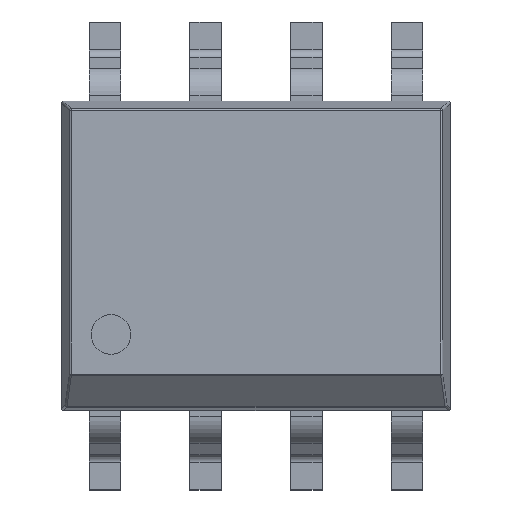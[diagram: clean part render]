
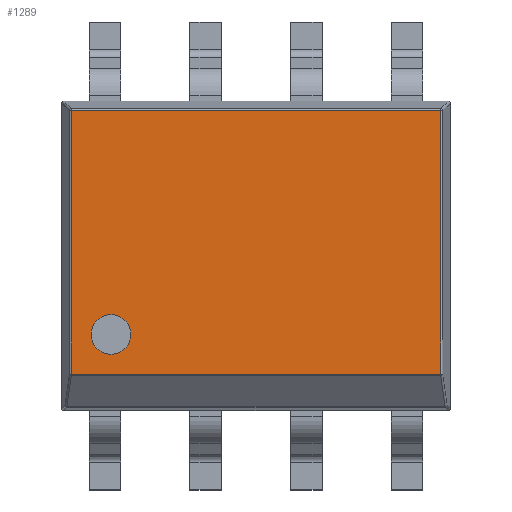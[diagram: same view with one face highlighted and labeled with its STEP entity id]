
A CAD part, top view. The second image highlights one B-rep face of the part: STEP entity #1289.
In plain terms, the highlighted planar face has unit normal (0, 0, 1).
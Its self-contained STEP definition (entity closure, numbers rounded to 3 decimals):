
#84=LINE('',#1965,#194);
#122=LINE('',#2120,#232);
#126=LINE('',#2126,#236);
#128=LINE('',#2129,#238);
#194=VECTOR('',#1538,10.);
#232=VECTOR('',#1710,10.);
#236=VECTOR('',#1718,10.);
#238=VECTOR('',#1722,10.);
#321=PLANE('',#1428);
#350=FACE_BOUND('',#473,.T.);
#393=FACE_OUTER_BOUND('',#472,.T.);
#472=EDGE_LOOP('',(#1028,#1029,#1030,#1031));
#473=EDGE_LOOP('',(#1032));
#510=CIRCLE('',#1332,0.25);
#558=VERTEX_POINT('',#1932);
#561=VERTEX_POINT('',#1939);
#563=VERTEX_POINT('',#1944);
#567=VERTEX_POINT('',#1953);
#568=VERTEX_POINT('',#1957);
#670=EDGE_CURVE('',#558,#558,#510,.T.);
#684=EDGE_CURVE('',#568,#567,#84,.T.);
#764=EDGE_CURVE('',#563,#568,#122,.T.);
#768=EDGE_CURVE('',#567,#561,#126,.T.);
#770=EDGE_CURVE('',#561,#563,#128,.T.);
#1028=ORIENTED_EDGE('',*,*,#684,.F.);
#1029=ORIENTED_EDGE('',*,*,#764,.F.);
#1030=ORIENTED_EDGE('',*,*,#770,.F.);
#1031=ORIENTED_EDGE('',*,*,#768,.F.);
#1032=ORIENTED_EDGE('',*,*,#670,.T.);
#1289=ADVANCED_FACE('',(#393,#350),#321,.T.);
#1332=AXIS2_PLACEMENT_3D('',#1933,#1499,#1500);
#1428=AXIS2_PLACEMENT_3D('',#2144,#1744,#1745);
#1499=DIRECTION('center_axis',(0.,0.,-1.));
#1500=DIRECTION('ref_axis',(-1.,0.,0.));
#1538=DIRECTION('',(0.,1.,0.));
#1710=DIRECTION('',(-1.,0.,0.));
#1718=DIRECTION('',(1.,0.,0.));
#1722=DIRECTION('',(0.,-1.,0.));
#1744=DIRECTION('center_axis',(0.,0.,1.));
#1745=DIRECTION('ref_axis',(1.,0.,0.));
#1932=CARTESIAN_POINT('',(-1.579,-0.991,1.65));
#1933=CARTESIAN_POINT('Origin',(-1.829,-0.991,1.65));
#1939=CARTESIAN_POINT('',(2.329,1.829,1.65));
#1944=CARTESIAN_POINT('',(2.329,-1.491,1.65));
#1953=CARTESIAN_POINT('',(-2.329,1.829,1.65));
#1957=CARTESIAN_POINT('',(-2.329,-1.491,1.65));
#1965=CARTESIAN_POINT('',(-2.329,0.488,1.65));
#2120=CARTESIAN_POINT('',(-0.306,-1.491,1.65));
#2126=CARTESIAN_POINT('',(0.613,1.829,1.65));
#2129=CARTESIAN_POINT('',(2.329,-0.488,1.65));
#2144=CARTESIAN_POINT('Origin',(0.,0.,1.65));
